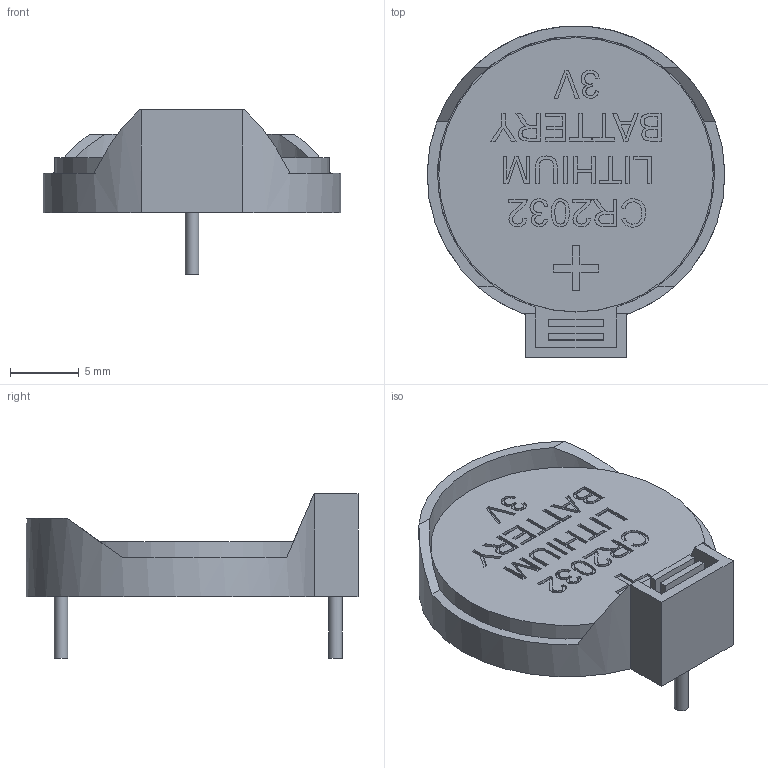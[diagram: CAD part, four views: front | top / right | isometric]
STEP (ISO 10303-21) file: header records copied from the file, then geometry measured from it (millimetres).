
FILE_DESCRIPTION(/* description */ ('','CAx-IF Rec.Pracs.---Representation and Presentation of Product Manufacturing Information (PMI)---4.0---2014-10-13'),/* implementation_level */ '2;1');
FILE_NAME(/* name */ 'CR2032 v1.step',/* time_stamp */ '2025-02-20T19:15:26+02:00',/* author */ (''),/* organization */ (''),/* preprocessor_version */ 'ST-DEVELOPER v20',/* originating_system */ 'Autodesk Translation Framework v13.20.0.188',/* authorisation */ '');
FILE_SCHEMA (('AP242_MANAGED_MODEL_BASED_3D_ENGINEERING_MIM_LF { 1 0 10303 442 1 1 4 }'));
Length unit declared in the file: millimetre
Products named in the file (1): CR2032
Bounding box: 21.7 x 24.2 x 12 mm (x, y, z)
Volume: 1560.3 mm3; surface area: 2412.8 mm2
Topology: 4 solids, 4 shells, 438 faces, 1197 edges, 798 vertices
Faces by surface type: plane 228, bspline 205, cylinder 5
Full cylindrical faces by diameter (mm): 1 x2, 20 x1
Entity records: 14043 total; most frequent: CARTESIAN_POINT 4279, ORIENTED_EDGE 2394, DIRECTION 1279, EDGE_CURVE 1197, VERTEX_POINT 798, LINE 763, VECTOR 763, EDGE_LOOP 469
